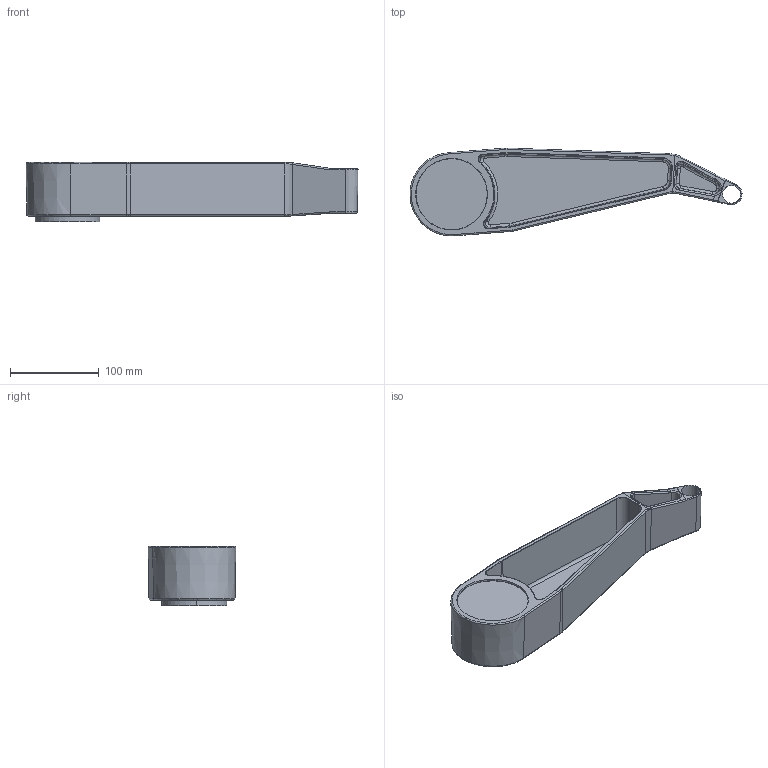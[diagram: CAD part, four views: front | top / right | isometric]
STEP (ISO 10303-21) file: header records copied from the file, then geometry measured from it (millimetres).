
FILE_DESCRIPTION (( 'STEP AP203' ), '1' );
FILE_NAME ('InnerArm-Hornet565_1_Default_sldprt.STEP', '2018-02-11T16:10:01', ( '' ), ( '' ), 'SwSTEP 2.0', 'SolidWorks 2014', '' );
FILE_SCHEMA (( 'CONFIG_CONTROL_DESIGN' ));
Length unit declared in the file: millimetre
Products named in the file (1): InnerArm-Hornet565_1_Default_sldprt
Bounding box: 373.65 x 98.77 x 66.5 mm (x, y, z)
Volume: 723772.8 mm3; surface area: 138234.3 mm2
Topology: 1 solids, 1 shells, 187 faces, 441 edges, 269 vertices
Faces by surface type: cylinder 74, bspline 48, plane 40, cone 25
Entity records: 7729 total; most frequent: CARTESIAN_POINT 3693, ORIENTED_EDGE 882, DIRECTION 760, EDGE_CURVE 441, AXIS2_PLACEMENT_3D 298, VERTEX_POINT 269, EDGE_LOOP 202, FACE_OUTER_BOUND 187
